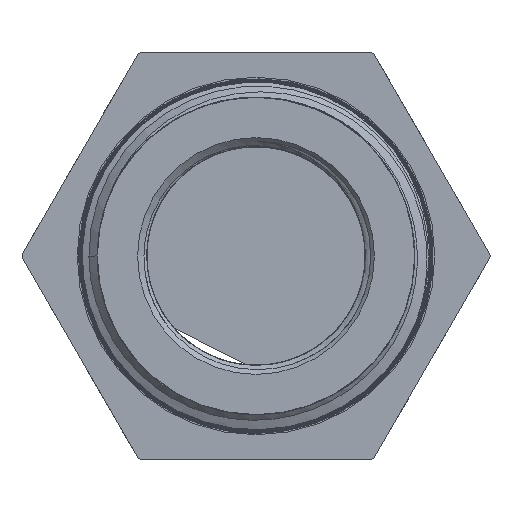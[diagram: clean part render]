
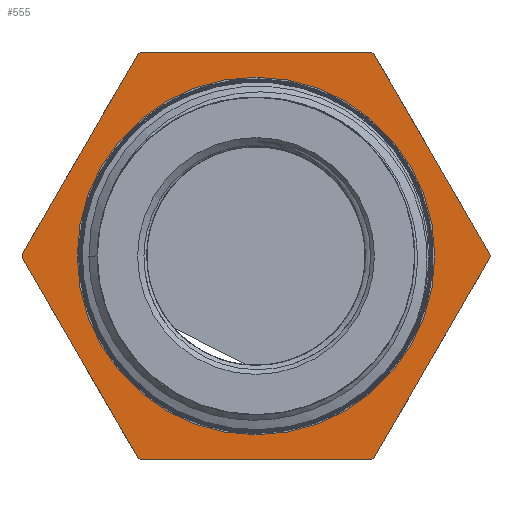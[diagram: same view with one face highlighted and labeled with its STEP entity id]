
A CAD part, left-side view. The second image highlights one B-rep face of the part: STEP entity #555.
In plain terms, the highlighted planar face has unit normal (-1, 0, 0).
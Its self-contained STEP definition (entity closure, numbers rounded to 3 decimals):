
#27=LINE('',#8551,#45);
#31=LINE('',#8576,#49);
#34=LINE('',#8591,#52);
#37=LINE('',#8606,#55);
#40=LINE('',#8621,#58);
#43=LINE('',#8636,#61);
#45=VECTOR('',#668,10.);
#49=VECTOR('',#674,10.);
#52=VECTOR('',#679,10.);
#55=VECTOR('',#684,10.);
#58=VECTOR('',#689,10.);
#61=VECTOR('',#694,10.);
#69=PLANE('',#618);
#93=FACE_BOUND('',#184,.T.);
#145=FACE_OUTER_BOUND('',#183,.T.);
#183=EDGE_LOOP('',(#479,#480,#481,#482,#483,#484,#485,#486,#487,#488,#489,
#490));
#184=EDGE_LOOP('',(#491));
#214=CIRCLE('',#609,32.455);
#215=CIRCLE('',#611,32.455);
#216=CIRCLE('',#613,32.455);
#217=CIRCLE('',#615,32.455);
#218=CIRCLE('',#617,32.455);
#219=CIRCLE('',#619,32.455);
#220=CIRCLE('',#620,24.79);
#245=VERTEX_POINT('',#8549);
#246=VERTEX_POINT('',#8550);
#253=VERTEX_POINT('',#8573);
#254=VERTEX_POINT('',#8575);
#258=VERTEX_POINT('',#8588);
#259=VERTEX_POINT('',#8590);
#263=VERTEX_POINT('',#8603);
#264=VERTEX_POINT('',#8605);
#268=VERTEX_POINT('',#8618);
#269=VERTEX_POINT('',#8620);
#273=VERTEX_POINT('',#8633);
#274=VERTEX_POINT('',#8635);
#275=VERTEX_POINT('',#8665);
#307=EDGE_CURVE('',#245,#246,#27,.T.);
#315=EDGE_CURVE('',#254,#253,#31,.T.);
#320=EDGE_CURVE('',#259,#258,#34,.T.);
#325=EDGE_CURVE('',#264,#263,#37,.T.);
#330=EDGE_CURVE('',#269,#268,#40,.T.);
#335=EDGE_CURVE('',#274,#273,#43,.T.);
#347=EDGE_CURVE('',#274,#263,#214,.T.);
#348=EDGE_CURVE('',#264,#258,#215,.T.);
#349=EDGE_CURVE('',#259,#246,#216,.T.);
#350=EDGE_CURVE('',#269,#253,#217,.T.);
#351=EDGE_CURVE('',#254,#273,#218,.T.);
#352=EDGE_CURVE('',#245,#268,#219,.T.);
#353=EDGE_CURVE('',#275,#275,#220,.T.);
#479=ORIENTED_EDGE('',*,*,#307,.T.);
#480=ORIENTED_EDGE('',*,*,#349,.F.);
#481=ORIENTED_EDGE('',*,*,#320,.T.);
#482=ORIENTED_EDGE('',*,*,#348,.F.);
#483=ORIENTED_EDGE('',*,*,#325,.T.);
#484=ORIENTED_EDGE('',*,*,#347,.F.);
#485=ORIENTED_EDGE('',*,*,#335,.T.);
#486=ORIENTED_EDGE('',*,*,#351,.F.);
#487=ORIENTED_EDGE('',*,*,#315,.T.);
#488=ORIENTED_EDGE('',*,*,#350,.F.);
#489=ORIENTED_EDGE('',*,*,#330,.T.);
#490=ORIENTED_EDGE('',*,*,#352,.F.);
#491=ORIENTED_EDGE('',*,*,#353,.T.);
#555=ADVANCED_FACE('',(#145,#93),#69,.T.);
#609=AXIS2_PLACEMENT_3D('',#8654,#728,#729);
#611=AXIS2_PLACEMENT_3D('',#8656,#732,#733);
#613=AXIS2_PLACEMENT_3D('',#8658,#736,#737);
#615=AXIS2_PLACEMENT_3D('',#8660,#740,#741);
#617=AXIS2_PLACEMENT_3D('',#8662,#744,#745);
#618=AXIS2_PLACEMENT_3D('',#8663,#746,#747);
#619=AXIS2_PLACEMENT_3D('',#8664,#748,#749);
#620=AXIS2_PLACEMENT_3D('',#8666,#750,#751);
#668=DIRECTION('',(0.,0.5,-0.866));
#674=DIRECTION('',(0.,0.5,0.866));
#679=DIRECTION('',(0.,-0.5,-0.866));
#684=DIRECTION('',(0.,-1.,0.));
#689=DIRECTION('',(0.,1.,0.));
#694=DIRECTION('',(0.,-0.5,0.866));
#728=DIRECTION('center_axis',(1.,0.,0.));
#729=DIRECTION('ref_axis',(0.,0.,-1.));
#732=DIRECTION('center_axis',(1.,0.,0.));
#733=DIRECTION('ref_axis',(0.,0.,-1.));
#736=DIRECTION('center_axis',(1.,0.,0.));
#737=DIRECTION('ref_axis',(0.,0.,-1.));
#740=DIRECTION('center_axis',(1.,0.,0.));
#741=DIRECTION('ref_axis',(0.,0.,-1.));
#744=DIRECTION('center_axis',(1.,0.,0.));
#745=DIRECTION('ref_axis',(0.,0.,-1.));
#746=DIRECTION('center_axis',(-1.,0.,0.));
#747=DIRECTION('ref_axis',(0.,0.,1.));
#748=DIRECTION('center_axis',(1.,0.,0.));
#749=DIRECTION('ref_axis',(0.,0.,-1.));
#750=DIRECTION('center_axis',(1.,0.,0.));
#751=DIRECTION('ref_axis',(0.,0.,-1.));
#8549=CARTESIAN_POINT('',(-6.22,16.389,28.013));
#8550=CARTESIAN_POINT('',(-6.22,32.454,0.187));
#8551=CARTESIAN_POINT('',(-6.22,32.495,0.117));
#8573=CARTESIAN_POINT('',(-6.22,-16.389,28.013));
#8575=CARTESIAN_POINT('',(-6.22,-32.454,0.187));
#8576=CARTESIAN_POINT('',(-6.22,-16.349,28.083));
#8588=CARTESIAN_POINT('',(-6.22,16.389,-28.013));
#8590=CARTESIAN_POINT('',(-6.22,32.454,-0.187));
#8591=CARTESIAN_POINT('',(-6.22,24.463,-14.03));
#8603=CARTESIAN_POINT('',(-6.22,-16.065,-28.2));
#8605=CARTESIAN_POINT('',(-6.22,16.065,-28.2));
#8606=CARTESIAN_POINT('',(-6.22,8.195,-28.2));
#8618=CARTESIAN_POINT('',(-6.22,16.065,28.2));
#8620=CARTESIAN_POINT('',(-6.22,-16.065,28.2));
#8621=CARTESIAN_POINT('',(-6.22,24.26,28.2));
#8633=CARTESIAN_POINT('',(-6.22,-32.454,-0.187));
#8635=CARTESIAN_POINT('',(-6.22,-16.389,-28.013));
#8636=CARTESIAN_POINT('',(-6.22,-24.381,-14.17));
#8654=CARTESIAN_POINT('Origin',(-6.22,0.,0.));
#8656=CARTESIAN_POINT('Origin',(-6.22,0.,0.));
#8658=CARTESIAN_POINT('Origin',(-6.22,0.,0.));
#8660=CARTESIAN_POINT('Origin',(-6.22,0.,0.));
#8662=CARTESIAN_POINT('Origin',(-6.22,0.,0.));
#8663=CARTESIAN_POINT('Origin',(-6.22,32.455,0.));
#8664=CARTESIAN_POINT('Origin',(-6.22,0.,0.));
#8665=CARTESIAN_POINT('',(-6.22,24.79,0.));
#8666=CARTESIAN_POINT('Origin',(-6.22,0.,0.));
